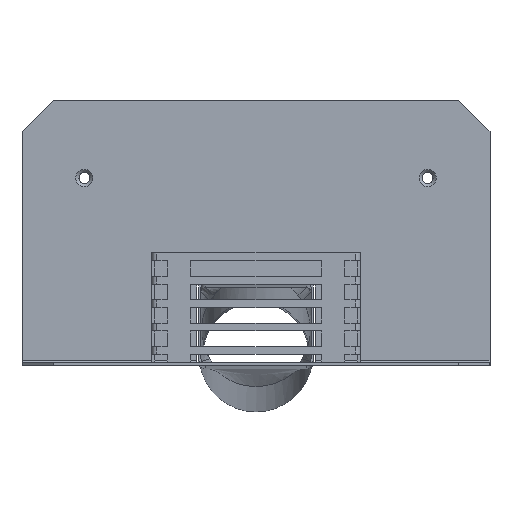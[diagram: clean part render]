
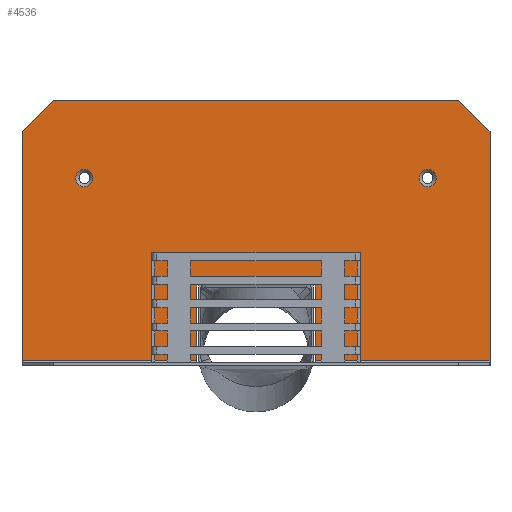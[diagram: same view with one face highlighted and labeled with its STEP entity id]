
A CAD part, left-side view. The second image highlights one B-rep face of the part: STEP entity #4536.
In plain terms, the highlighted planar face has unit normal (-1, 0, 0).
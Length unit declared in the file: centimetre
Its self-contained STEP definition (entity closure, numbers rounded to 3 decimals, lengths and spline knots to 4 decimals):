
#30=FACE_BOUND('',#1665,.T.);
#31=FACE_BOUND('',#1666,.T.);
#103=PLANE('',#4834);
#380=LINE('',#7908,#892);
#384=LINE('',#7920,#896);
#393=LINE('',#7945,#905);
#404=LINE('',#7973,#916);
#405=LINE('',#7975,#917);
#406=LINE('',#7977,#918);
#407=LINE('',#7979,#919);
#408=LINE('',#7981,#920);
#409=LINE('',#7983,#921);
#410=LINE('',#7984,#922);
#892=VECTOR('',#5344,66.);
#896=VECTOR('',#5356,47.);
#905=VECTOR('',#5375,47.);
#916=VECTOR('',#5400,112.);
#917=VECTOR('',#5401,147.);
#918=VECTOR('',#5402,28.2843);
#919=VECTOR('',#5403,260.);
#920=VECTOR('',#5404,28.2843);
#921=VECTOR('',#5405,147.);
#922=VECTOR('',#5406,112.);
#1430=FACE_OUTER_BOUND('',#1664,.T.);
#1664=EDGE_LOOP('',(#3470,#3471,#3472,#3473,#3474,#3475,#3476,#3477,#3478,
#3479,#3480,#3481));
#1665=EDGE_LOOP('',(#3482));
#1666=EDGE_LOOP('',(#3483));
#1922=CIRCLE('',#4816,5.);
#1925=CIRCLE('',#4821,5.);
#1933=CIRCLE('',#4835,5.5);
#1934=CIRCLE('',#4836,5.5);
#2080=VERTEX_POINT('',#7898);
#2081=VERTEX_POINT('',#7899);
#2084=VERTEX_POINT('',#7907);
#2087=VERTEX_POINT('',#7915);
#2088=VERTEX_POINT('',#7919);
#2099=VERTEX_POINT('',#7943);
#2109=VERTEX_POINT('',#7972);
#2110=VERTEX_POINT('',#7974);
#2111=VERTEX_POINT('',#7976);
#2112=VERTEX_POINT('',#7978);
#2113=VERTEX_POINT('',#7980);
#2114=VERTEX_POINT('',#7982);
#2115=VERTEX_POINT('',#7985);
#2116=VERTEX_POINT('',#7987);
#2582=EDGE_CURVE('',#2080,#2081,#1922,.T.);
#2586=EDGE_CURVE('',#2084,#2081,#380,.T.);
#2590=EDGE_CURVE('',#2084,#2087,#1925,.T.);
#2592=EDGE_CURVE('',#2088,#2087,#384,.T.);
#2605=EDGE_CURVE('',#2080,#2099,#393,.T.);
#2619=EDGE_CURVE('',#2099,#2109,#404,.T.);
#2620=EDGE_CURVE('',#2110,#2109,#405,.T.);
#2621=EDGE_CURVE('',#2111,#2110,#406,.T.);
#2622=EDGE_CURVE('',#2111,#2112,#407,.T.);
#2623=EDGE_CURVE('',#2113,#2112,#408,.T.);
#2624=EDGE_CURVE('',#2113,#2114,#409,.T.);
#2625=EDGE_CURVE('',#2114,#2088,#410,.T.);
#2626=EDGE_CURVE('',#2115,#2115,#1933,.T.);
#2627=EDGE_CURVE('',#2116,#2116,#1934,.T.);
#3470=ORIENTED_EDGE('',*,*,#2592,.T.);
#3471=ORIENTED_EDGE('',*,*,#2590,.F.);
#3472=ORIENTED_EDGE('',*,*,#2586,.T.);
#3473=ORIENTED_EDGE('',*,*,#2582,.F.);
#3474=ORIENTED_EDGE('',*,*,#2605,.T.);
#3475=ORIENTED_EDGE('',*,*,#2619,.T.);
#3476=ORIENTED_EDGE('',*,*,#2620,.F.);
#3477=ORIENTED_EDGE('',*,*,#2621,.F.);
#3478=ORIENTED_EDGE('',*,*,#2622,.T.);
#3479=ORIENTED_EDGE('',*,*,#2623,.F.);
#3480=ORIENTED_EDGE('',*,*,#2624,.T.);
#3481=ORIENTED_EDGE('',*,*,#2625,.T.);
#3482=ORIENTED_EDGE('',*,*,#2626,.T.);
#3483=ORIENTED_EDGE('',*,*,#2627,.T.);
#4536=ADVANCED_FACE('',(#1430,#30,#31),#103,.T.);
#4816=AXIS2_PLACEMENT_3D('',#7900,#5336,#5337);
#4821=AXIS2_PLACEMENT_3D('',#7916,#5351,#5352);
#4834=AXIS2_PLACEMENT_3D('',#7971,#5398,#5399);
#4835=AXIS2_PLACEMENT_3D('',#7986,#5407,#5408);
#4836=AXIS2_PLACEMENT_3D('',#7988,#5409,#5410);
#5336=DIRECTION('center_axis',(-1.,0.,0.));
#5337=DIRECTION('ref_axis',(0.,-0.707,0.707));
#5344=DIRECTION('',(0.,-1.,0.));
#5351=DIRECTION('center_axis',(-1.,0.,0.));
#5352=DIRECTION('ref_axis',(0.,0.707,0.707));
#5356=DIRECTION('',(0.,0.,1.));
#5375=DIRECTION('',(0.,0.,-1.));
#5398=DIRECTION('center_axis',(-1.,0.,0.));
#5399=DIRECTION('ref_axis',(0.,0.,
-1.));
#5400=DIRECTION('',(0.,-1.,0.));
#5401=DIRECTION('',(0.,0.,-1.));
#5402=DIRECTION('',(0.,-0.707,-0.707));
#5403=DIRECTION('',(0.,1.,0.));
#5404=DIRECTION('',(0.,-0.707,0.707));
#5405=DIRECTION('',(0.,0.,-1.));
#5406=DIRECTION('',(0.,-1.,0.));
#5407=DIRECTION('center_axis',(1.,0.,0.));
#5408=DIRECTION('ref_axis',(0.,-1.,0.));
#5409=DIRECTION('center_axis',(1.,0.,0.));
#5410=DIRECTION('ref_axis',(0.,-1.,0.));
#7898=CARTESIAN_POINT('',(268.,-38.,50.));
#7899=CARTESIAN_POINT('',(268.,-33.,55.));
#7900=CARTESIAN_POINT('Origin',(268.,-33.,50.));
#7907=CARTESIAN_POINT('',(268.,33.,55.));
#7908=CARTESIAN_POINT('',(268.,0.,55.));
#7915=CARTESIAN_POINT('',(268.,38.,50.));
#7916=CARTESIAN_POINT('Origin',(268.,33.,50.));
#7919=CARTESIAN_POINT('',(268.,38.,3.));
#7920=CARTESIAN_POINT('',(268.,38.,42.5117));
#7943=CARTESIAN_POINT('',(268.,-38.,3.));
#7945=CARTESIAN_POINT('',(268.,-38.,42.5117));
#7971=CARTESIAN_POINT('Origin',(268.,0.,85.0235));
#7972=CARTESIAN_POINT('',(268.,-150.,3.));
#7973=CARTESIAN_POINT('',(268.,0.,3.));
#7974=CARTESIAN_POINT('',(268.,-150.,150.));
#7975=CARTESIAN_POINT('',(268.,-150.,-2.9062));
#7976=CARTESIAN_POINT('',(268.,-130.,170.));
#7977=CARTESIAN_POINT('',(268.,-123.7441,176.2559));
#7978=CARTESIAN_POINT('',(268.,130.,170.));
#7979=CARTESIAN_POINT('',(268.,-150.,170.));
#7980=CARTESIAN_POINT('',(268.,150.,150.));
#7981=CARTESIAN_POINT('',(268.,123.7441,176.2559));
#7982=CARTESIAN_POINT('',(268.,150.,3.));
#7983=CARTESIAN_POINT('',(268.,150.,-2.9062));
#7984=CARTESIAN_POINT('',(268.,0.,3.));
#7985=CARTESIAN_POINT('',(268.,-104.5,120.));
#7986=CARTESIAN_POINT('Origin',(268.,-110.,120.));
#7987=CARTESIAN_POINT('',(268.,115.5,120.));
#7988=CARTESIAN_POINT('Origin',(268.,110.,120.));
